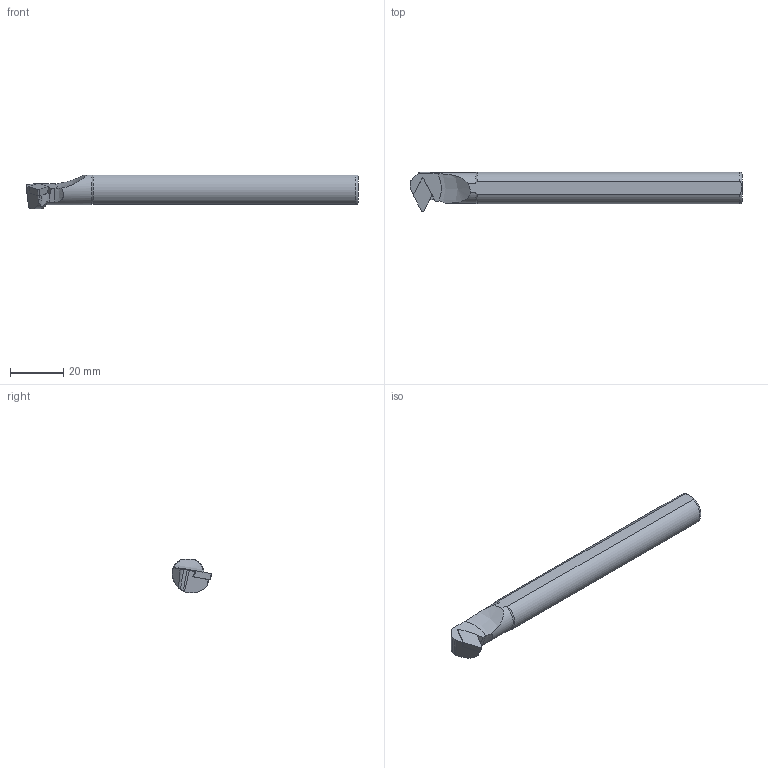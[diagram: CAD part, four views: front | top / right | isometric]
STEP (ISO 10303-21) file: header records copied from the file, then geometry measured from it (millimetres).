
FILE_DESCRIPTION(/* description */ (''),/* implementation_level */ '2;1');
FILE_NAME(/* name */ 'S12K-SD-CR-07.stp',/* time_stamp */ '2023-10-17T19:11:57+03:00',/* author */ (''),/* organization */ (''),/* preprocessor_version */ 'ST-DEVELOPER v19.4',/* originating_system */ 'SIEMENS PLM Software NX2306.3001',/* authorisation */ '');
FILE_SCHEMA (('AUTOMOTIVE_DESIGN { 1 0 10303 214 3 1 1 1 }'));
Length unit declared in the file: millimetre
Products named in the file (1): S12K SD-CR 07-LIGHT_objects
Bounding box: 124.76 x 15 x 12.74 mm (x, y, z)
Volume: 12839.9 mm3; surface area: 4891 mm2
Topology: 2 solids, 2 shells, 38 faces, 100 edges, 66 vertices
Faces by surface type: plane 19, cone 10, cylinder 7, bspline 1, torus 1
Entity records: 1793 total; most frequent: CARTESIAN_POINT 839, ORIENTED_EDGE 196, DIRECTION 182, EDGE_CURVE 98, AXIS2_PLACEMENT_3D 66, VERTEX_POINT 65, LINE 50, VECTOR 50
